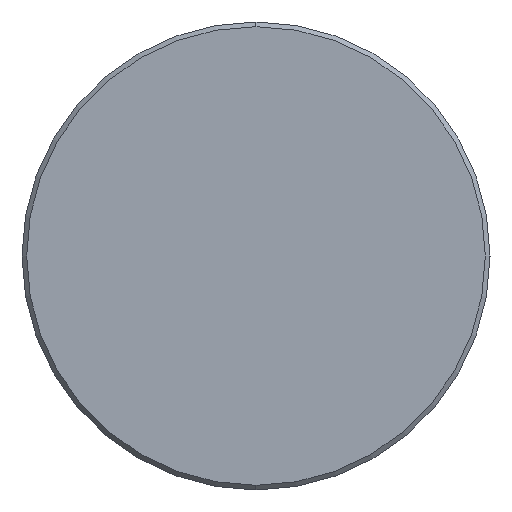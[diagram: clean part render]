
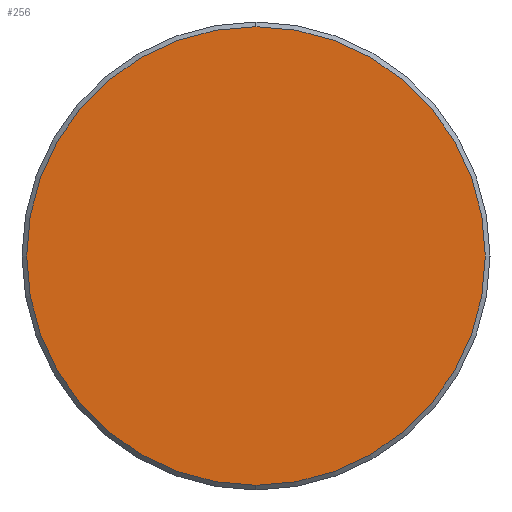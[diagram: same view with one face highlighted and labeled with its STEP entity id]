
A CAD part, left-side view. The second image highlights one B-rep face of the part: STEP entity #256.
In plain terms, the highlighted planar face has unit normal (-1, 0, 0).
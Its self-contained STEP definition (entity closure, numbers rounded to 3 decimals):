
#22 = CARTESIAN_POINT ( 'NONE',  ( 0., 0., -14.7 ) ) ;
#27 = CIRCLE ( 'NONE', #341, 14.7 ) ;
#36 = CARTESIAN_POINT ( 'NONE',  ( 0., 0., 0. ) ) ;
#65 = VERTEX_POINT ( 'NONE', #22 ) ;
#95 = FACE_OUTER_BOUND ( 'NONE', #137, .T. ) ;
#137 = EDGE_LOOP ( 'NONE', ( #345, #377 ) ) ;
#202 = CARTESIAN_POINT ( 'NONE',  ( 0., 0., 14.7 ) ) ;
#215 = CARTESIAN_POINT ( 'NONE',  ( 0., 0., 0. ) ) ;
#241 = DIRECTION ( 'NONE',  ( -1., 0., 0. ) ) ;
#244 = DIRECTION ( 'NONE',  ( 1., 0., 0. ) ) ;
#246 = CARTESIAN_POINT ( 'NONE',  ( 0., 0., 0. ) ) ;
#250 = CIRCLE ( 'NONE', #384, 14.7 ) ;
#256 = ADVANCED_FACE ( 'NONE', ( #95 ), #446, .F. ) ;
#287 = DIRECTION ( 'NONE',  ( 0., 0., 1. ) ) ;
#309 = AXIS2_PLACEMENT_3D ( 'NONE', #215, #244, #407 ) ;
#326 = DIRECTION ( 'NONE',  ( -1., 0., 0. ) ) ;
#331 = DIRECTION ( 'NONE',  ( 0., 0., 1. ) ) ;
#341 = AXIS2_PLACEMENT_3D ( 'NONE', #246, #241, #287 ) ;
#345 = ORIENTED_EDGE ( 'NONE', *, *, #381, .T. ) ;
#377 = ORIENTED_EDGE ( 'NONE', *, *, #404, .T. ) ;
#381 = EDGE_CURVE ( 'NONE', #65, #414, #27, .T. ) ;
#384 = AXIS2_PLACEMENT_3D ( 'NONE', #36, #326, #331 ) ;
#404 = EDGE_CURVE ( 'NONE', #414, #65, #250, .T. ) ;
#407 = DIRECTION ( 'NONE',  ( 0., 0., -1. ) ) ;
#414 = VERTEX_POINT ( 'NONE', #202 ) ;
#446 = PLANE ( 'NONE',  #309 ) ;
